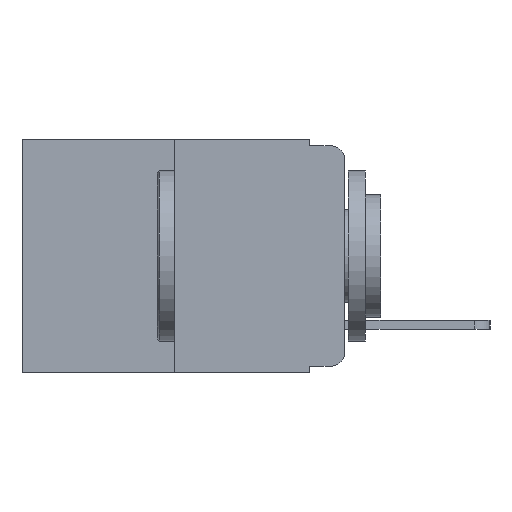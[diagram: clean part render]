
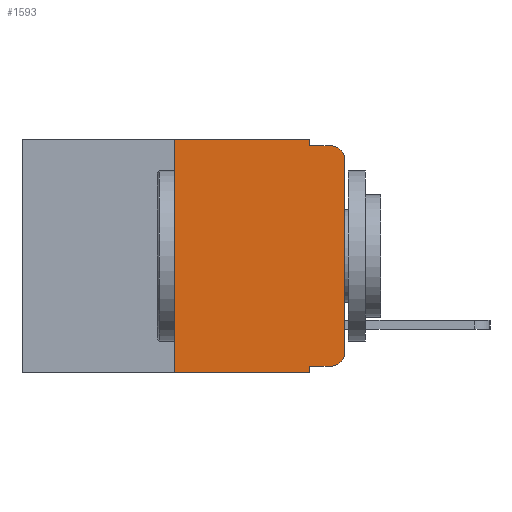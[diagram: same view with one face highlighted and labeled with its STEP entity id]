
A CAD part, left-side view. The second image highlights one B-rep face of the part: STEP entity #1593.
In plain terms, the highlighted planar face has unit normal (-1, 0, 0).
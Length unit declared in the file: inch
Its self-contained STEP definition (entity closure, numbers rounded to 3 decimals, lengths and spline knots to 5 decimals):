
#74 = ORIENTED_EDGE ( 'NONE', *, *, #4429, .T. ) ;
#453 = DIRECTION ( 'NONE',  ( 0., -1., 0. ) ) ;
#475 = CARTESIAN_POINT ( 'NONE',  ( 0., 0.473, 0. ) ) ;
#1034 = VERTEX_POINT ( 'NONE', #8819 ) ;
#1162 = VERTEX_POINT ( 'NONE', #7120 ) ;
#1178 = LINE ( 'NONE', #4123, #9144 ) ;
#1420 = VECTOR ( 'NONE', #453, 39.37008 ) ;
#1460 = DIRECTION ( 'NONE',  ( 0., -1., 0. ) ) ;
#1593 = ADVANCED_FACE ( 'NONE', ( #4909 ), #10047, .F. ) ;
#2177 = VERTEX_POINT ( 'NONE', #10815 ) ;
#2649 = ORIENTED_EDGE ( 'NONE', *, *, #4344, .T. ) ;
#3078 = VECTOR ( 'NONE', #4819, 39.37008 ) ;
#3367 = ORIENTED_EDGE ( 'NONE', *, *, #4365, .T. ) ;
#3397 = CARTESIAN_POINT ( 'NONE',  ( 0., 0., -0.313 ) ) ;
#3541 = EDGE_CURVE ( 'NONE', #6466, #9725, #11343, .T. ) ;
#3941 = VECTOR ( 'NONE', #8437, 39.37008 ) ;
#3999 = CARTESIAN_POINT ( 'NONE',  ( 0., 0.25, -0.343 ) ) ;
#4091 = EDGE_CURVE ( 'NONE', #7401, #8235, #9539, .T. ) ;
#4123 = CARTESIAN_POINT ( 'NONE',  ( 0., 0.051, -0.333 ) ) ;
#4316 = ORIENTED_EDGE ( 'NONE', *, *, #4456, .T. ) ;
#4344 = EDGE_CURVE ( 'NONE', #11739, #2177, #12729, .T. ) ;
#4365 = EDGE_CURVE ( 'NONE', #2177, #1034, #10526, .T. ) ;
#4371 = EDGE_CURVE ( 'NONE', #1162, #1034, #5775, .T. ) ;
#4388 = EDGE_CURVE ( 'NONE', #9725, #1162, #12227, .T. ) ;
#4393 = EDGE_CURVE ( 'NONE', #7401, #6466, #7805, .T. ) ;
#4413 = EDGE_CURVE ( 'NONE', #5422, #8235, #4815, .T. ) ;
#4429 = EDGE_CURVE ( 'NONE', #5422, #7601, #1178, .T. ) ;
#4456 = EDGE_CURVE ( 'NONE', #7601, #11739, #6725, .T. ) ;
#4815 = LINE ( 'NONE', #9611, #9667 ) ;
#4819 = DIRECTION ( 'NONE',  ( 0., 0., 1. ) ) ;
#4909 = FACE_OUTER_BOUND ( 'NONE', #9234, .T. ) ;
#5237 = CARTESIAN_POINT ( 'NONE',  ( 0., 0.051, 0. ) ) ;
#5422 = VERTEX_POINT ( 'NONE', #7924 ) ;
#5750 = ORIENTED_EDGE ( 'NONE', *, *, #4371, .F. ) ;
#5775 = LINE ( 'NONE', #8594, #12468 ) ;
#5797 = CARTESIAN_POINT ( 'NONE',  ( 0., 0.25, 0. ) ) ;
#5968 = DIRECTION ( 'NONE',  ( 0., 0., 1. ) ) ;
#6395 = DIRECTION ( 'NONE',  ( 0., 0., -1. ) ) ;
#6466 = VERTEX_POINT ( 'NONE', #6494 ) ;
#6494 = CARTESIAN_POINT ( 'NONE',  ( 0., 0.25, 0. ) ) ;
#6590 = ORIENTED_EDGE ( 'NONE', *, *, #4388, .F. ) ;
#6624 = ORIENTED_EDGE ( 'NONE', *, *, #3541, .F. ) ;
#6640 = DIRECTION ( 'NONE',  ( -1., 0., 0. ) ) ;
#6668 = DIRECTION ( 'NONE',  ( 0., 0., -1. ) ) ;
#6694 = CARTESIAN_POINT ( 'NONE',  ( 0., 0.473, -0.343 ) ) ;
#6707 = ORIENTED_EDGE ( 'NONE', *, *, #4393, .F. ) ;
#6725 = CIRCLE ( 'NONE', #8896, 0.02 ) ;
#6745 = ORIENTED_EDGE ( 'NONE', *, *, #4091, .T. ) ;
#6757 = CARTESIAN_POINT ( 'NONE',  ( 0., 0.02, -0.03 ) ) ;
#6868 = DIRECTION ( 'NONE',  ( 0., 0., -1. ) ) ;
#6893 = DIRECTION ( 'NONE',  ( 0., 0., -1. ) ) ;
#6997 = ORIENTED_EDGE ( 'NONE', *, *, #4413, .F. ) ;
#7000 = DIRECTION ( 'NONE',  ( 1., 0., 0. ) ) ;
#7120 = CARTESIAN_POINT ( 'NONE',  ( 0., 0.051, -0.01 ) ) ;
#7401 = VERTEX_POINT ( 'NONE', #3999 ) ;
#7502 = VECTOR ( 'NONE', #5968, 39.37008 ) ;
#7601 = VERTEX_POINT ( 'NONE', #11647 ) ;
#7805 = LINE ( 'NONE', #5797, #7502 ) ;
#7924 = CARTESIAN_POINT ( 'NONE',  ( 0., 0.051, -0.333 ) ) ;
#8115 = VECTOR ( 'NONE', #6868, 39.37008 ) ;
#8235 = VERTEX_POINT ( 'NONE', #10614 ) ;
#8437 = DIRECTION ( 'NONE',  ( 0., -1., 0. ) ) ;
#8447 = DIRECTION ( 'NONE',  ( 0., -1., 0. ) ) ;
#8594 = CARTESIAN_POINT ( 'NONE',  ( 0., 0.051, -0.01 ) ) ;
#8819 = CARTESIAN_POINT ( 'NONE',  ( 0., 0.02, -0.01 ) ) ;
#8896 = AXIS2_PLACEMENT_3D ( 'NONE', #12323, #12287, #12751 ) ;
#9144 = VECTOR ( 'NONE', #1460, 39.37008 ) ;
#9234 = EDGE_LOOP ( 'NONE', ( #2649, #3367, #5750, #6590, #6624, #6707, #6745, #6997, #74, #4316 ) ) ;
#9539 = LINE ( 'NONE', #6694, #3941 ) ;
#9611 = CARTESIAN_POINT ( 'NONE',  ( 0., 0.051, 0. ) ) ;
#9667 = VECTOR ( 'NONE', #6395, 39.37008 ) ;
#9725 = VERTEX_POINT ( 'NONE', #11148 ) ;
#10047 = PLANE ( 'NONE',  #11238 ) ;
#10205 = CARTESIAN_POINT ( 'NONE',  ( 0., 0.473, 0. ) ) ;
#10526 = CIRCLE ( 'NONE', #12008, 0.02 ) ;
#10614 = CARTESIAN_POINT ( 'NONE',  ( 0., 0.051, -0.343 ) ) ;
#10815 = CARTESIAN_POINT ( 'NONE',  ( 0., 0., -0.03 ) ) ;
#11148 = CARTESIAN_POINT ( 'NONE',  ( 0., 0.051, 0. ) ) ;
#11238 = AXIS2_PLACEMENT_3D ( 'NONE', #10205, #7000, #6893 ) ;
#11343 = LINE ( 'NONE', #475, #1420 ) ;
#11647 = CARTESIAN_POINT ( 'NONE',  ( 0., 0.02, -0.333 ) ) ;
#11739 = VERTEX_POINT ( 'NONE', #3397 ) ;
#12008 = AXIS2_PLACEMENT_3D ( 'NONE', #6757, #6640, #6668 ) ;
#12227 = LINE ( 'NONE', #5237, #8115 ) ;
#12287 = DIRECTION ( 'NONE',  ( -1., 0., 0. ) ) ;
#12323 = CARTESIAN_POINT ( 'NONE',  ( 0., 0.02, -0.313 ) ) ;
#12468 = VECTOR ( 'NONE', #8447, 39.37008 ) ;
#12689 = CARTESIAN_POINT ( 'NONE',  ( 0., 0., 0. ) ) ;
#12729 = LINE ( 'NONE', #12689, #3078 ) ;
#12751 = DIRECTION ( 'NONE',  ( 0., 0., -1. ) ) ;
